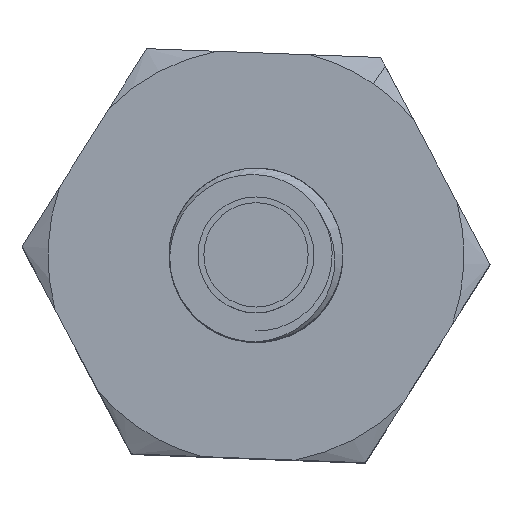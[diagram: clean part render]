
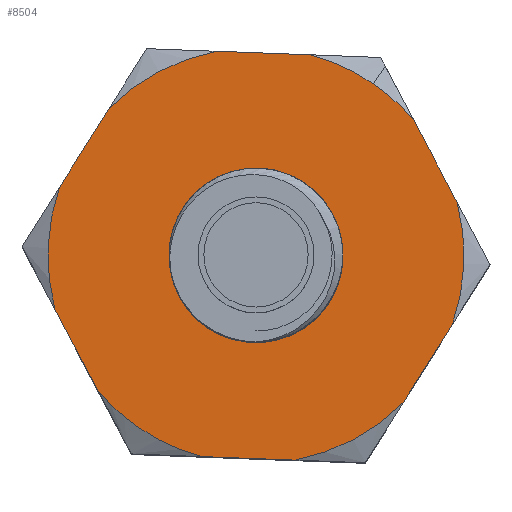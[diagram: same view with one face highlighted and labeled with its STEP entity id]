
A CAD part, top view. The second image highlights one B-rep face of the part: STEP entity #8504.
In plain terms, the highlighted planar face has unit normal (0, 0, 1).
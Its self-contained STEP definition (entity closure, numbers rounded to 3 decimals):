
#547=CARTESIAN_POINT('',(-3.207,7.302,-8.019));
#688=CARTESIAN_POINT('',(-6.863,1.488,-8.019));
#734=CARTESIAN_POINT('',(-5.926,4.955,-8.019));
#735=DIRECTION('',(0.,0.,1.));
#736=DIRECTION('',(0.944,-0.329,0.));
#737=AXIS2_PLACEMENT_3D('',#734,#735,#736);
#739=DIRECTION('',(0.532,0.847,0.));
#740=VECTOR('',#739,1.61);
#741=CARTESIAN_POINT('',(-3.392,2.411,-8.019));
#742=LINE('',#741,#740);
#743=CARTESIAN_POINT('',(-5.926,4.955,-8.019));
#744=DIRECTION('',(0.,0.,1.));
#745=DIRECTION('',(0.187,-0.982,0.));
#746=AXIS2_PLACEMENT_3D('',#743,#744,#745);
#748=DIRECTION('',(0.999,-0.038,0.));
#749=VECTOR('',#748,1.61);
#750=CARTESIAN_POINT('',(-6.863,1.488,-8.019));
#751=LINE('',#750,#749);
#752=CARTESIAN_POINT('',(-5.926,4.955,-8.019));
#753=DIRECTION('',(0.,0.,1.));
#754=DIRECTION('',(-0.564,-0.826,0.));
#755=AXIS2_PLACEMENT_3D('',#752,#753,#754);
#757=CARTESIAN_POINT('',(-5.926,4.955,-8.019));
#758=DIRECTION('',(0.,0.,1.));
#759=DIRECTION('',(-0.757,-0.653,0.));
#760=AXIS2_PLACEMENT_3D('',#757,#758,#759);
#762=DIRECTION('',(0.467,-0.884,0.));
#763=VECTOR('',#762,1.61);
#764=CARTESIAN_POINT('',(-9.397,4.033,-8.019));
#765=LINE('',#764,#763);
#766=CARTESIAN_POINT('',(-5.926,4.955,-8.019));
#767=DIRECTION('',(0.,0.,1.));
#768=DIRECTION('',(-0.944,0.329,0.));
#769=AXIS2_PLACEMENT_3D('',#766,#767,#768);
#771=DIRECTION('',(-0.532,-0.847,0.));
#772=VECTOR('',#771,1.61);
#773=CARTESIAN_POINT('',(-8.461,7.5,-8.019));
#774=LINE('',#773,#772);
#775=CARTESIAN_POINT('',(-5.926,4.955,-8.019));
#776=DIRECTION('',(0.,0.,1.));
#777=DIRECTION('',(-0.187,0.982,0.));
#778=AXIS2_PLACEMENT_3D('',#775,#776,#777);
#780=DIRECTION('',(-0.999,0.038,0.));
#781=VECTOR('',#780,1.61);
#782=CARTESIAN_POINT('',(-4.99,8.422,-8.019));
#783=LINE('',#782,#781);
#784=CARTESIAN_POINT('',(-5.926,4.955,-8.019));
#785=DIRECTION('',(0.,0.,1.));
#786=DIRECTION('',(0.564,0.826,0.));
#787=AXIS2_PLACEMENT_3D('',#784,#785,#786);
#789=CARTESIAN_POINT('',(-5.926,4.955,-8.019));
#790=DIRECTION('',(0.,0.,1.));
#791=DIRECTION('',(0.757,0.653,0.));
#792=AXIS2_PLACEMENT_3D('',#789,#790,#791);
#794=DIRECTION('',(-0.467,0.884,0.));
#795=VECTOR('',#794,1.61);
#796=CARTESIAN_POINT('',(-2.455,5.878,-8.019));
#797=LINE('',#796,#795);
#830=CARTESIAN_POINT('',(-5.926,4.955,-8.019));
#831=DIRECTION('',(0.,0.,-1.));
#832=DIRECTION('',(-0.999,0.05,0.));
#833=AXIS2_PLACEMENT_3D('',#830,#831,#832);
#835=CARTESIAN_POINT('',(-6.289,3.5,-8.019));
#2257=CARTESIAN_POINT('',(-5.926,4.955,
-8.019));
#2258=DIRECTION('',(0.,0.,-1.));
#2259=DIRECTION('',(-0.242,-0.97,0.));
#2260=AXIS2_PLACEMENT_3D('',#2257,#2258,#2259);
#6269=CARTESIAN_POINT('',(-3.901,7.921,
-8.019));
#6270=CARTESIAN_POINT('',(-4.99,8.422,
-8.019));
#6271=VERTEX_POINT('',#6269);
#6272=VERTEX_POINT('',#6270);
#6339=VERTEX_POINT('',#547);
#6340=CARTESIAN_POINT('',(-3.392,2.411,
-8.019));
#6341=CARTESIAN_POINT('',(-2.535,3.774,
-8.019));
#6342=VERTEX_POINT('',#6340);
#6343=VERTEX_POINT('',#6341);
#6354=CARTESIAN_POINT('',(-5.254,1.427,
-8.019));
#6355=VERTEX_POINT('',#6354);
#6386=VERTEX_POINT('',#688);
#6398=CARTESIAN_POINT('',(-7.951,1.989,
-8.019));
#6399=VERTEX_POINT('',#6398);
#6400=CARTESIAN_POINT('',(-8.645,2.609,
-8.019));
#6401=VERTEX_POINT('',#6400);
#6421=CARTESIAN_POINT('',(-6.599,8.483,
-8.019));
#6422=VERTEX_POINT('',#6421);
#6431=CARTESIAN_POINT('',(-8.461,7.5,
-8.019));
#6432=CARTESIAN_POINT('',(-9.318,6.137,
-8.019));
#6433=VERTEX_POINT('',#6431);
#6434=VERTEX_POINT('',#6432);
#6466=CARTESIAN_POINT('',(-9.397,4.033,
-8.019));
#6467=VERTEX_POINT('',#6466);
#6473=CARTESIAN_POINT('',(-2.455,5.878,
-8.019));
#6474=VERTEX_POINT('',#6473);
#6987=VERTEX_POINT('',#835);
#7035=CARTESIAN_POINT('',(-7.424,5.03,
-8.019));
#7036=VERTEX_POINT('',#7035);
#8470=CARTESIAN_POINT('',(-5.926,4.955,
-8.019));
#8471=DIRECTION('',(0.,0.,-1.));
#8472=DIRECTION('',(0.564,0.826,0.));
#8473=AXIS2_PLACEMENT_3D('',#8470,#8471,#8472);
#8474=PLANE('',#8473);
#8476=ORIENTED_EDGE('',*,*,#8475,.F.);
#8477=ORIENTED_EDGE('',*,*,#8403,.F.);
#8478=ORIENTED_EDGE('',*,*,#8451,.F.);
#8479=ORIENTED_EDGE('',*,*,#8346,.F.);
#8481=ORIENTED_EDGE('',*,*,#8480,.F.);
#8483=ORIENTED_EDGE('',*,*,#8482,.F.);
#8484=ORIENTED_EDGE('',*,*,#8283,.F.);
#8486=ORIENTED_EDGE('',*,*,#8485,.F.);
#8487=ORIENTED_EDGE('',*,*,#8226,.F.);
#8489=ORIENTED_EDGE('',*,*,#8488,.F.);
#8490=ORIENTED_EDGE('',*,*,#8169,.F.);
#8492=ORIENTED_EDGE('',*,*,#8491,.F.);
#8494=ORIENTED_EDGE('',*,*,#8493,.F.);
#8495=ORIENTED_EDGE('',*,*,#8085,.F.);
#8496=EDGE_LOOP('',(#8476,#8477,#8478,#8479,#8481,#8483,#8484,#8486,#8487,#8489,
#8490,#8492,#8494,#8495));
#8497=FACE_OUTER_BOUND('',#8496,.F.);
#8499=ORIENTED_EDGE('',*,*,#8498,.F.);
#8501=ORIENTED_EDGE('',*,*,#8500,.F.);
#8502=EDGE_LOOP('',(#8499,#8501));
#8503=FACE_BOUND('',#8502,.F.);
#8504=ADVANCED_FACE('',(#8497,#8503),#8474,.F.);
#738=CIRCLE('',#737,3.591);
#747=CIRCLE('',#746,3.591);
#756=CIRCLE('',#755,3.591);
#761=CIRCLE('',#760,3.591);
#770=CIRCLE('',#769,3.591);
#779=CIRCLE('',#778,3.591);
#788=CIRCLE('',#787,3.591);
#793=CIRCLE('',#792,3.591);
#834=CIRCLE('',#833,1.5);
#2261=CIRCLE('',#2260,1.5);
#8085=EDGE_CURVE('',#6474,#6339,#797,.T.);
#8169=EDGE_CURVE('',#6272,#6422,#783,.T.);
#8226=EDGE_CURVE('',#6433,#6434,#774,.T.);
#8283=EDGE_CURVE('',#6467,#6401,#765,.T.);
#8346=EDGE_CURVE('',#6386,#6355,#751,.T.);
#8403=EDGE_CURVE('',#6342,#6343,#742,.T.);
#8451=EDGE_CURVE('',#6355,#6342,#747,.T.);
#8475=EDGE_CURVE('',#6343,#6474,#738,.T.);
#8480=EDGE_CURVE('',#6399,#6386,#756,.T.);
#8482=EDGE_CURVE('',#6401,#6399,#761,.T.);
#8485=EDGE_CURVE('',#6434,#6467,#770,.T.);
#8488=EDGE_CURVE('',#6422,#6433,#779,.T.);
#8491=EDGE_CURVE('',#6271,#6272,#788,.T.);
#8493=EDGE_CURVE('',#6339,#6271,#793,.T.);
#8498=EDGE_CURVE('',#7036,#6987,#834,.T.);
#8500=EDGE_CURVE('',#6987,#7036,#2261,.T.);
